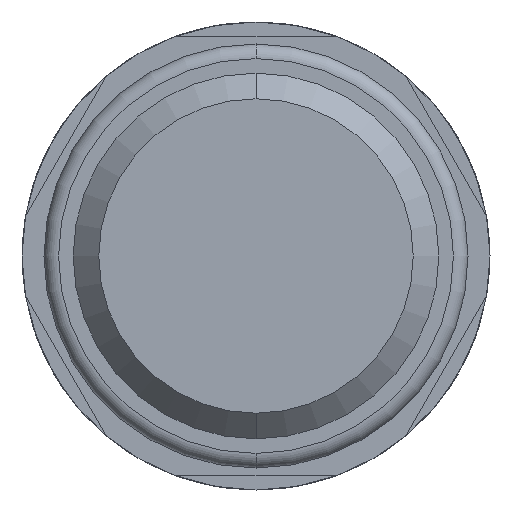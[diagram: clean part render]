
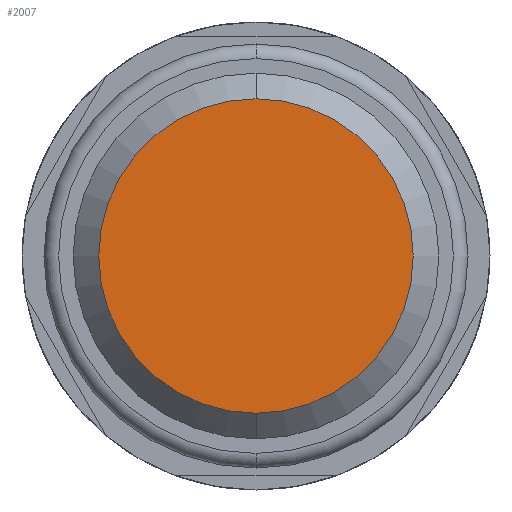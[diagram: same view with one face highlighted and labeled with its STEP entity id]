
A CAD part, front view. The second image highlights one B-rep face of the part: STEP entity #2007.
In plain terms, the highlighted planar face has unit normal (0, -1, 0).
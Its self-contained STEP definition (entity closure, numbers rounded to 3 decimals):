
#26 = FACE_OUTER_BOUND ( 'NONE', #981, .T. ) ;
#48 = PLANE ( 'NONE',  #3787 ) ;
#260 = ORIENTED_EDGE ( 'NONE', *, *, #442, .T. ) ;
#442 = EDGE_CURVE ( 'Defeature ausgef�hrt2_1+Defeature ausgef�hrt2_2+Defeature ausgef�hrt2_2+Defeature ausgef�hrt2_2', #3230, #3746, #881, .T. ) ;
#458 = EDGE_CURVE ( 'Defeature ausgef�hrt2_1+Defeature ausgef�hrt2_2+Defeature ausgef�hrt2_2+Defeature ausgef�hrt2_2', #3746, #3230, #2814, .T. ) ;
#537 = DIRECTION ( 'NONE',  ( 0., -1., 0. ) ) ;
#816 = CARTESIAN_POINT ( 'NONE',  ( 0., 0., -2.15 ) ) ;
#881 = CIRCLE ( 'NONE', #2403, 2.15 ) ;
#981 = EDGE_LOOP ( 'NONE', ( #260, #3801 ) ) ;
#1200 = DIRECTION ( 'NONE',  ( 0., 0., 1. ) ) ;
#1800 = CARTESIAN_POINT ( 'NONE',  ( 0., 0., 2.15 ) ) ;
#1827 = AXIS2_PLACEMENT_3D ( 'NONE', #2463, #3094, #1200 ) ;
#2007 = ADVANCED_FACE ( 'Defeature ausgef�hrt2_1', ( #26 ), #48, .F. ) ;
#2403 = AXIS2_PLACEMENT_3D ( 'NONE', #3405, #537, #3744 ) ;
#2463 = CARTESIAN_POINT ( 'NONE',  ( 0., 0., 0. ) ) ;
#2610 = DIRECTION ( 'NONE',  ( 0., 0., 1. ) ) ;
#2814 = CIRCLE ( 'NONE', #1827, 2.15 ) ;
#2883 = DIRECTION ( 'NONE',  ( 0., 1., 0. ) ) ;
#3094 = DIRECTION ( 'NONE',  ( 0., -1., 0. ) ) ;
#3230 = VERTEX_POINT ( 'NONE', #1800 ) ;
#3405 = CARTESIAN_POINT ( 'NONE',  ( 0., 0., 0. ) ) ;
#3533 = CARTESIAN_POINT ( 'NONE',  ( 2.5, 0., 0. ) ) ;
#3744 = DIRECTION ( 'NONE',  ( 0., 0., 1. ) ) ;
#3746 = VERTEX_POINT ( 'NONE', #816 ) ;
#3787 = AXIS2_PLACEMENT_3D ( 'NONE', #3533, #2883, #2610 ) ;
#3801 = ORIENTED_EDGE ( 'NONE', *, *, #458, .T. ) ;
